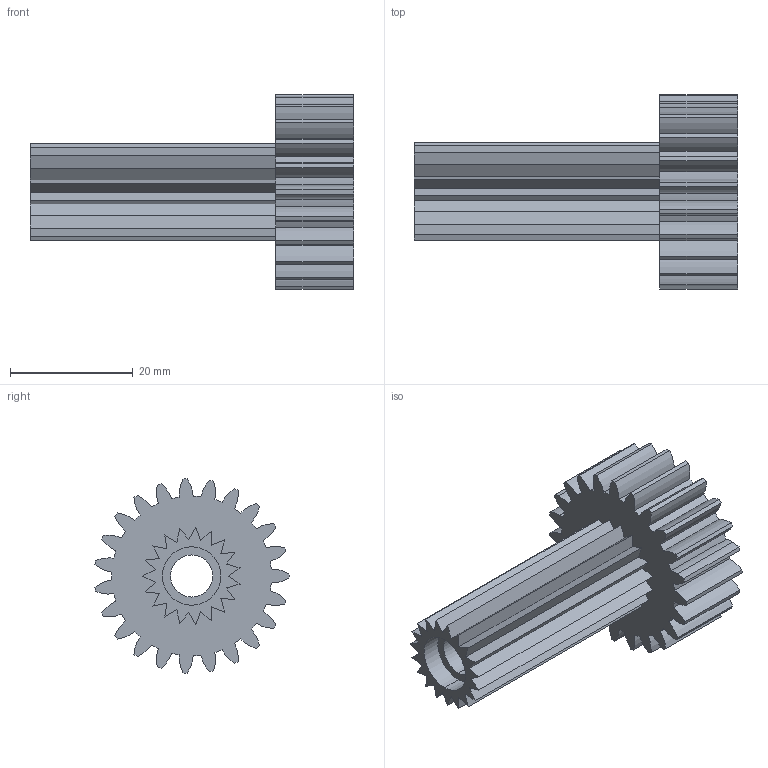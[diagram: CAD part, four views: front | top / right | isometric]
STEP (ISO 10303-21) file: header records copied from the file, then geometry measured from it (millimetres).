
FILE_DESCRIPTION (( 'STEP AP214' ), '1' );
FILE_NAME ('custom wheel gear.STEP', '2025-04-18T08:15:23', ( '' ), ( '' ), 'SwSTEP 2.0', 'SolidWorks 2024', '' );
FILE_SCHEMA (( 'AUTOMOTIVE_DESIGN' ));
Length unit declared in the file: inch
Products named in the file (1): custom wheel gear
Bounding box: 52.7 x 31.64 x 31.72 mm (x, y, z)
Volume: 12084.7 mm3; surface area: 8254.9 mm2
Topology: 1 solids, 1 shells, 144 faces, 417 edges, 278 vertices
Faces by surface type: cylinder 101, plane 43
Entity records: 4874 total; most frequent: DIRECTION 909, CARTESIAN_POINT 840, ORIENTED_EDGE 834, EDGE_CURVE 417, AXIS2_PLACEMENT_3D 347, VERTEX_POINT 278, LINE 215, VECTOR 215
